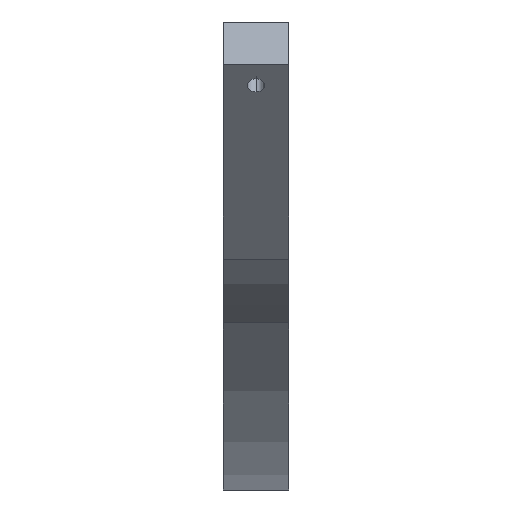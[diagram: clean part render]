
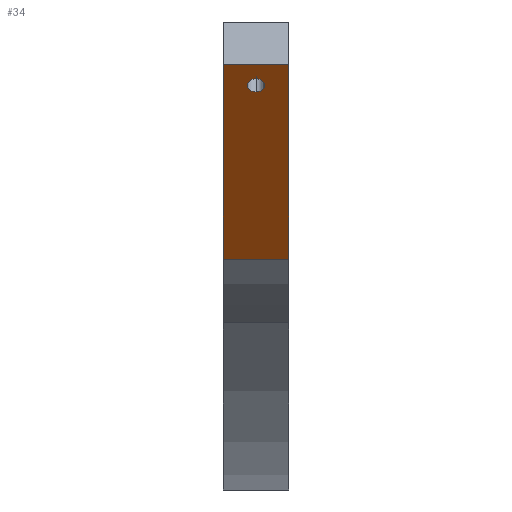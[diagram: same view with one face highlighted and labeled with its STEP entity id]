
A CAD part, top view. The second image highlights one B-rep face of the part: STEP entity #34.
In plain terms, the highlighted planar face has unit normal (0, -0.643, 0.766).
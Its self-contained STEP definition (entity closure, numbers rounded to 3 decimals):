
#20 = EDGE_CURVE ( 'NONE', #639, #725, #334, .T. ) ;
#34 = ADVANCED_FACE ( 'NONE', ( #255, #378 ), #204, .F. ) ;
#69 = ORIENTED_EDGE ( 'NONE', *, *, #370, .T. ) ;
#73 = CARTESIAN_POINT ( 'NONE',  ( 12., 77.358, 236.162 ) ) ;
#83 = DIRECTION ( 'NONE',  ( 0., -0.766, -0.643 ) ) ;
#107 = CARTESIAN_POINT ( 'NONE',  ( 12., 41.945, 206.447 ) ) ;
#117 = CARTESIAN_POINT ( 'NONE',  ( 6., 73.528, 232.948 ) ) ;
#173 = DIRECTION ( 'NONE',  ( 0., 0.766, 0.643 ) ) ;
#195 = CARTESIAN_POINT ( 'NONE',  ( 6., 74.715, 233.944 ) ) ;
#199 = ORIENTED_EDGE ( 'NONE', *, *, #394, .T. ) ;
#204 = PLANE ( 'NONE',  #296 ) ;
#228 = EDGE_CURVE ( 'NONE', #639, #750, #364, .T. ) ;
#255 = FACE_BOUND ( 'NONE', #698, .T. ) ;
#290 = EDGE_CURVE ( 'NONE', #515, #750, #610, .T. ) ;
#295 = CARTESIAN_POINT ( 'NONE',  ( 12., 71.996, 231.663 ) ) ;
#296 = AXIS2_PLACEMENT_3D ( 'NONE', #581, #633, #330 ) ;
#330 = DIRECTION ( 'NONE',  ( 0., 0.766, 0.643 ) ) ;
#334 = LINE ( 'NONE', #454, #482 ) ;
#364 = LINE ( 'NONE', #803, #651 ) ;
#370 = EDGE_CURVE ( 'NONE', #791, #579, #415, .T. ) ;
#378 = FACE_OUTER_BOUND ( 'NONE', #525, .T. ) ;
#394 = EDGE_CURVE ( 'NONE', #579, #791, #618, .T. ) ;
#401 = ORIENTED_EDGE ( 'NONE', *, *, #20, .T. ) ;
#415 = CIRCLE ( 'NONE', #805, 1.55 ) ;
#427 = DIRECTION ( 'NONE',  ( 1., 0., 0. ) ) ;
#454 = CARTESIAN_POINT ( 'NONE',  ( 0., 94.397, 250.459 ) ) ;
#466 = ORIENTED_EDGE ( 'NONE', *, *, #290, .T. ) ;
#482 = VECTOR ( 'NONE', #83, 1000. ) ;
#507 = DIRECTION ( 'NONE',  ( 1., 0., 0. ) ) ;
#515 = VERTEX_POINT ( 'NONE', #107 ) ;
#525 = EDGE_LOOP ( 'NONE', ( #401, #745, #466, #573 ) ) ;
#540 = AXIS2_PLACEMENT_3D ( 'NONE', #117, #559, #545 ) ;
#545 = DIRECTION ( 'NONE',  ( 0., 0.766, 0.643 ) ) ;
#559 = DIRECTION ( 'NONE',  ( 0., 0.643, -0.766 ) ) ;
#568 = CARTESIAN_POINT ( 'NONE',  ( 6., 72.341, 231.952 ) ) ;
#573 = ORIENTED_EDGE ( 'NONE', *, *, #228, .F. ) ;
#579 = VERTEX_POINT ( 'NONE', #195 ) ;
#581 = CARTESIAN_POINT ( 'NONE',  ( 0., 71.996, 231.663 ) ) ;
#605 = VECTOR ( 'NONE', #507, 1000. ) ;
#610 = LINE ( 'NONE', #295, #781 ) ;
#614 = CARTESIAN_POINT ( 'NONE',  ( 6., 73.528, 232.948 ) ) ;
#618 = CIRCLE ( 'NONE', #540, 1.55 ) ;
#633 = DIRECTION ( 'NONE',  ( 0., 0.643, -0.766 ) ) ;
#639 = VERTEX_POINT ( 'NONE', #759 ) ;
#651 = VECTOR ( 'NONE', #427, 1000. ) ;
#686 = CARTESIAN_POINT ( 'NONE',  ( 0., 41.945, 206.447 ) ) ;
#698 = EDGE_LOOP ( 'NONE', ( #199, #69 ) ) ;
#700 = EDGE_CURVE ( 'NONE', #725, #515, #823, .T. ) ;
#701 = CARTESIAN_POINT ( 'NONE',  ( 0., 41.945, 206.447 ) ) ;
#725 = VERTEX_POINT ( 'NONE', #701 ) ;
#745 = ORIENTED_EDGE ( 'NONE', *, *, #700, .T. ) ;
#750 = VERTEX_POINT ( 'NONE', #73 ) ;
#759 = CARTESIAN_POINT ( 'NONE',  ( 0., 77.358, 236.162 ) ) ;
#781 = VECTOR ( 'NONE', #173, 1000. ) ;
#791 = VERTEX_POINT ( 'NONE', #568 ) ;
#803 = CARTESIAN_POINT ( 'NONE',  ( 0., 77.358, 236.162 ) ) ;
#805 = AXIS2_PLACEMENT_3D ( 'NONE', #614, #807, #819 ) ;
#807 = DIRECTION ( 'NONE',  ( 0., 0.643, -0.766 ) ) ;
#819 = DIRECTION ( 'NONE',  ( 0., 0.766, 0.643 ) ) ;
#823 = LINE ( 'NONE', #686, #605 ) ;
